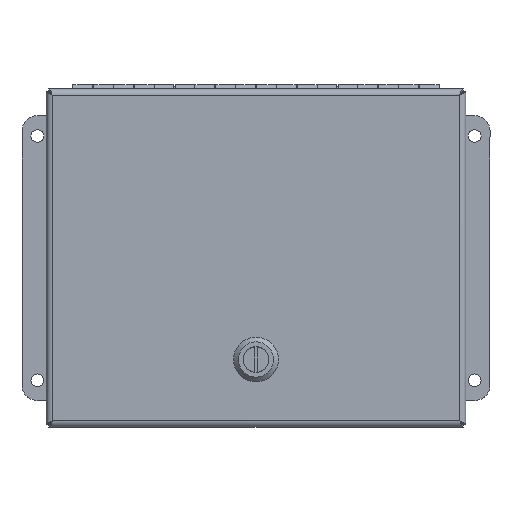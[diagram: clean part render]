
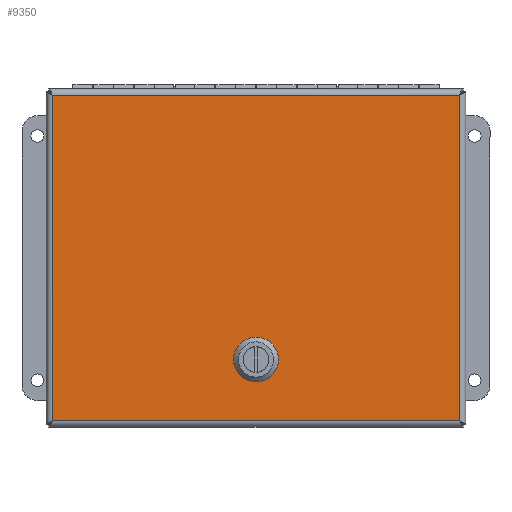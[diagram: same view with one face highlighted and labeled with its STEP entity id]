
A CAD part, top view. The second image highlights one B-rep face of the part: STEP entity #9350.
In plain terms, the highlighted face is planar.
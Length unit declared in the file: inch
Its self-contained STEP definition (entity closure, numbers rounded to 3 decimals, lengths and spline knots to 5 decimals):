
#222=FACE_BOUND('',#1398,.T.);
#498=PLANE('',#9937);
#826=FACE_OUTER_BOUND('',#1397,.T.);
#1397=EDGE_LOOP('',(#6361,#6362,#6363,#6364));
#1398=EDGE_LOOP('',(#6365,#6366,#6367,#6368,#6369,#6370,#6371,#6372));
#2044=LINE('',#13504,#2887);
#2048=LINE('',#13516,#2891);
#2052=LINE('',#13528,#2895);
#2056=LINE('',#13539,#2899);
#2059=LINE('',#13554,#2902);
#2075=LINE('',#13656,#2918);
#2090=LINE('',#13756,#2933);
#2105=LINE('',#13855,#2948);
#2887=VECTOR('',#10823,0.41231);
#2891=VECTOR('',#10835,0.41231);
#2895=VECTOR('',#10847,0.41231);
#2899=VECTOR('',#10859,0.41231);
#2902=VECTOR('',#10864,10.007);
#2918=VECTOR('',#10894,8.007);
#2933=VECTOR('',#10923,10.007);
#2948=VECTOR('',#10952,8.007);
#3728=CIRCLE('',#9894,0.45);
#3730=CIRCLE('',#9898,0.45);
#3732=CIRCLE('',#9902,0.45);
#3734=CIRCLE('',#9906,0.45);
#4062=VERTEX_POINT('',#13494);
#4063=VERTEX_POINT('',#13495);
#4066=VERTEX_POINT('',#13503);
#4068=VERTEX_POINT('',#13509);
#4070=VERTEX_POINT('',#13515);
#4072=VERTEX_POINT('',#13521);
#4074=VERTEX_POINT('',#13527);
#4076=VERTEX_POINT('',#13533);
#4080=VERTEX_POINT('',#13545);
#4081=VERTEX_POINT('',#13553);
#4092=VERTEX_POINT('',#13648);
#4102=VERTEX_POINT('',#13748);
#4885=EDGE_CURVE('',#4062,#4063,#3728,.T.);
#4889=EDGE_CURVE('',#4066,#4062,#2044,.T.);
#4892=EDGE_CURVE('',#4068,#4066,#3730,.T.);
#4895=EDGE_CURVE('',#4070,#4068,#2048,.T.);
#4898=EDGE_CURVE('',#4072,#4070,#3732,.T.);
#4901=EDGE_CURVE('',#4074,#4072,#2052,.T.);
#4904=EDGE_CURVE('',#4076,#4074,#3734,.T.);
#4907=EDGE_CURVE('',#4063,#4076,#2056,.T.);
#4911=EDGE_CURVE('',#4081,#4080,#2059,.T.);
#4931=EDGE_CURVE('',#4080,#4092,#2075,.T.);
#4950=EDGE_CURVE('',#4092,#4102,#2090,.T.);
#4969=EDGE_CURVE('',#4102,#4081,#2105,.T.);
#6361=ORIENTED_EDGE('',*,*,#4911,.T.);
#6362=ORIENTED_EDGE('',*,*,#4931,.T.);
#6363=ORIENTED_EDGE('',*,*,#4950,.T.);
#6364=ORIENTED_EDGE('',*,*,#4969,.T.);
#6365=ORIENTED_EDGE('',*,*,#4885,.T.);
#6366=ORIENTED_EDGE('',*,*,#4907,.T.);
#6367=ORIENTED_EDGE('',*,*,#4904,.T.);
#6368=ORIENTED_EDGE('',*,*,#4901,.T.);
#6369=ORIENTED_EDGE('',*,*,#4898,.T.);
#6370=ORIENTED_EDGE('',*,*,#4895,.T.);
#6371=ORIENTED_EDGE('',*,*,#4892,.T.);
#6372=ORIENTED_EDGE('',*,*,#4889,.T.);
#9350=ADVANCED_FACE('',(#826,#222),#498,.F.);
#9894=AXIS2_PLACEMENT_3D('',#13496,#10815,#10816);
#9898=AXIS2_PLACEMENT_3D('',#13510,#10828,#10829);
#9902=AXIS2_PLACEMENT_3D('',#13522,#10840,#10841);
#9906=AXIS2_PLACEMENT_3D('',#13534,#10852,#10853);
#9937=AXIS2_PLACEMENT_3D('',#13941,#10977,#10978);
#10815=DIRECTION('center_axis',(0.,0.,1.));
#10816=DIRECTION('ref_axis',(-0.889,0.458,0.));
#10823=DIRECTION('',(-1.,0.,0.));
#10828=DIRECTION('center_axis',(0.,0.,1.));
#10829=DIRECTION('ref_axis',(0.458,0.889,0.));
#10835=DIRECTION('',(0.,1.,0.));
#10840=DIRECTION('center_axis',(0.,0.,1.));
#10841=DIRECTION('ref_axis',(0.889,-0.458,0.));
#10847=DIRECTION('',(1.,0.,0.));
#10852=DIRECTION('center_axis',(0.,0.,1.));
#10853=DIRECTION('ref_axis',(-0.458,-0.889,0.));
#10859=DIRECTION('',(0.,-1.,0.));
#10864=DIRECTION('',(0.,-1.,0.));
#10894=DIRECTION('',(-1.,0.,0.));
#10923=DIRECTION('',(0.,1.,0.));
#10952=DIRECTION('',(1.,0.,0.));
#10977=DIRECTION('center_axis',(0.,0.,1.));
#10978=DIRECTION('ref_axis',(1.,0.,0.));
#13494=CARTESIAN_POINT('',(6.44634,5.55625,0.));
#13495=CARTESIAN_POINT('',(6.2525,5.36241,0.));
#13496=CARTESIAN_POINT('Origin',(6.6525,5.15625,0.));
#13503=CARTESIAN_POINT('',(6.85866,5.55625,0.));
#13504=CARTESIAN_POINT('',(5.50745,5.55625,0.));
#13509=CARTESIAN_POINT('',(7.0525,5.36241,0.));
#13510=CARTESIAN_POINT('Origin',(6.6525,5.15625,0.));
#13515=CARTESIAN_POINT('',(7.0525,4.95009,0.));
#13516=CARTESIAN_POINT('',(7.0525,5.05317,0.));
#13521=CARTESIAN_POINT('',(6.85866,4.75625,0.));
#13522=CARTESIAN_POINT('Origin',(6.6525,5.15625,0.));
#13527=CARTESIAN_POINT('',(6.44634,4.75625,0.));
#13528=CARTESIAN_POINT('',(5.3013,4.75625,0.));
#13533=CARTESIAN_POINT('',(6.2525,4.95009,0.));
#13534=CARTESIAN_POINT('Origin',(6.6525,5.15625,0.));
#13539=CARTESIAN_POINT('',(6.2525,5.25933,0.));
#13545=CARTESIAN_POINT('',(8.15975,0.15275,0.));
#13553=CARTESIAN_POINT('',(8.15975,10.15975,0.));
#13554=CARTESIAN_POINT('',(8.15975,7.658,0.));
#13648=CARTESIAN_POINT('',(0.15275,0.15275,0.));
#13656=CARTESIAN_POINT('',(6.158,0.15275,0.));
#13748=CARTESIAN_POINT('',(0.15275,10.15975,0.));
#13756=CARTESIAN_POINT('',(0.15275,2.6545,0.));
#13855=CARTESIAN_POINT('',(2.1545,10.15975,0.));
#13941=CARTESIAN_POINT('Origin',(4.15625,5.15625,0.));
